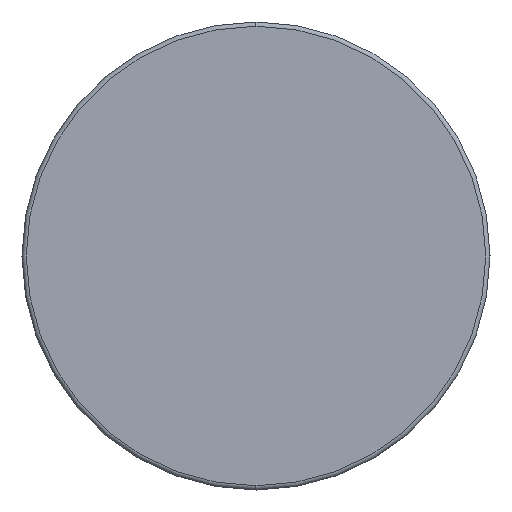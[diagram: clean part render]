
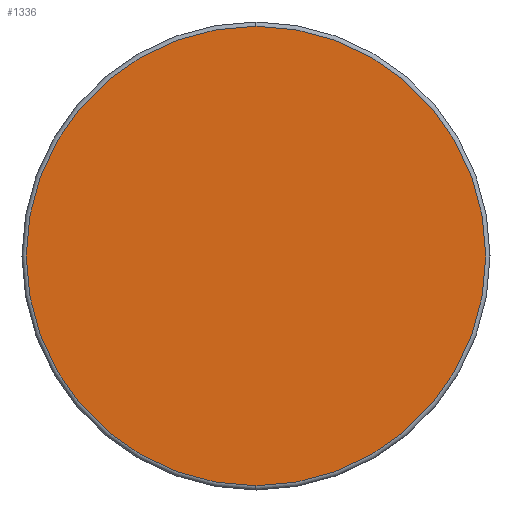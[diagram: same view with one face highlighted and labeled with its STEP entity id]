
A CAD part, left-side view. The second image highlights one B-rep face of the part: STEP entity #1336.
In plain terms, the highlighted planar face has unit normal (-1, 0, 0).
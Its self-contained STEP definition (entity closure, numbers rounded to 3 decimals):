
#118 = DIRECTION ( 'NONE',  ( 0., 0., -1. ) ) ;
#119 = DIRECTION ( 'NONE',  ( 1., 0., 0. ) ) ;
#122 = CARTESIAN_POINT ( 'NONE',  ( -2.95, 1.1, 0. ) ) ;
#221 = DIRECTION ( 'NONE',  ( 0., 0., -1. ) ) ;
#251 = PLANE ( 'NONE',  #1694 ) ;
#309 = VERTEX_POINT ( 'NONE', #1029 ) ;
#398 = EDGE_CURVE ( 'NONE', #1169, #309, #688, .T. ) ;
#470 = DIRECTION ( 'NONE',  ( 1., 0., 0. ) ) ;
#579 = AXIS2_PLACEMENT_3D ( 'NONE', #122, #119, #118 ) ;
#688 = CIRCLE ( 'NONE', #1693, 1.08 ) ;
#721 = DIRECTION ( 'NONE',  ( 0., 0., -1. ) ) ;
#723 = DIRECTION ( 'NONE',  ( 1., 0., 0. ) ) ;
#724 = CARTESIAN_POINT ( 'NONE',  ( -2.95, 0.02, 0. ) ) ;
#1013 = CARTESIAN_POINT ( 'NONE',  ( -2.95, 1.1, -1.08 ) ) ;
#1029 = CARTESIAN_POINT ( 'NONE',  ( -2.95, 1.1, 1.08 ) ) ;
#1073 = ORIENTED_EDGE ( 'NONE', *, *, #1696, .F. ) ;
#1107 = CARTESIAN_POINT ( 'NONE',  ( -2.95, 1.1, 0. ) ) ;
#1168 = FACE_OUTER_BOUND ( 'NONE', #1676, .T. ) ;
#1169 = VERTEX_POINT ( 'NONE', #1013 ) ;
#1225 = ORIENTED_EDGE ( 'NONE', *, *, #398, .F. ) ;
#1336 = ADVANCED_FACE ( 'NONE', ( #1168 ), #251, .F. ) ;
#1457 = CIRCLE ( 'NONE', #579, 1.08 ) ;
#1676 = EDGE_LOOP ( 'NONE', ( #1225, #1073 ) ) ;
#1693 = AXIS2_PLACEMENT_3D ( 'NONE', #1107, #470, #221 ) ;
#1694 = AXIS2_PLACEMENT_3D ( 'NONE', #724, #723, #721 ) ;
#1696 = EDGE_CURVE ( 'NONE', #309, #1169, #1457, .T. ) ;
